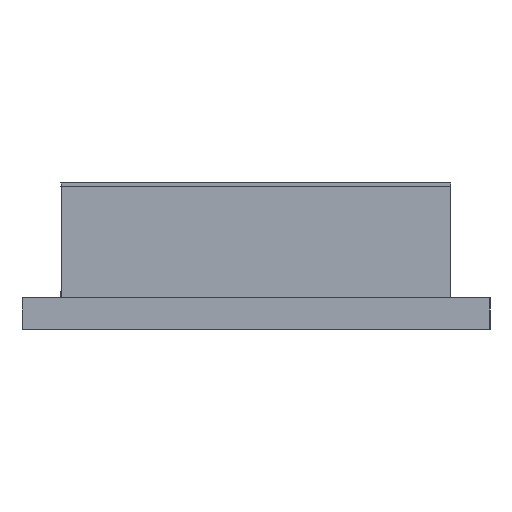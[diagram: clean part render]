
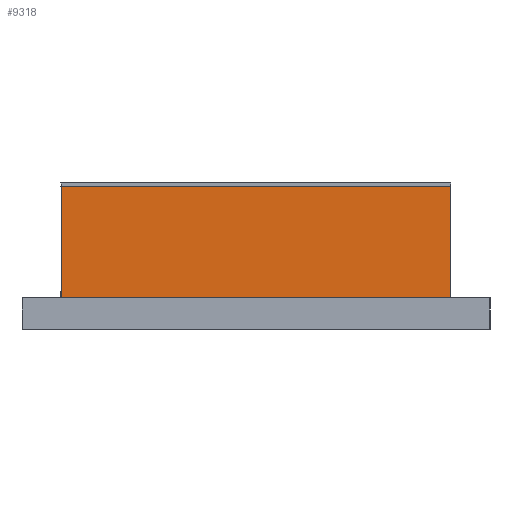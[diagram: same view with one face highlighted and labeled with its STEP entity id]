
A CAD part, left-side view. The second image highlights one B-rep face of the part: STEP entity #9318.
In plain terms, the highlighted planar face has unit normal (-1, 0, 0).
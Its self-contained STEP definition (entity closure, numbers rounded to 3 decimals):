
#8326=CARTESIAN_POINT('',(-7.4,5.,3.65));
#8327=VERTEX_POINT('',#8326);
#8334=CARTESIAN_POINT('',(-7.4,-5.,3.65));
#8335=VERTEX_POINT('',#8334);
#8336=CARTESIAN_POINT('',(-7.4,-5.,3.65));
#8337=DIRECTION('',(0.0,1.0,0.0));
#8338=VECTOR('',#8337,10.);
#8339=LINE('',#8336,#8338);
#8340=EDGE_CURVE('',#8335,#8327,#8339,.T.);
#9270=CARTESIAN_POINT('',(-7.4,-5.,0.8));
#9271=VERTEX_POINT('',#9270);
#9272=CARTESIAN_POINT('',(-7.4,-5.,0.8));
#9273=DIRECTION('',(0.0,0.0,1.0));
#9274=VECTOR('',#9273,2.85);
#9275=LINE('',#9272,#9274);
#9276=EDGE_CURVE('',#9271,#8335,#9275,.T.);
#9295=CARTESIAN_POINT('',(-7.4,-5.,0.8));
#9296=DIRECTION('',(-1.0,0.0,0.0));
#9297=DIRECTION('',(0.0,0.0,1.0));
#9298=AXIS2_PLACEMENT_3D('',#9295,#9296,#9297);
#9299=PLANE('',#9298);
#9300=ORIENTED_EDGE('',*,*,#8340,.T.);
#9301=CARTESIAN_POINT('',(-7.4,5.,0.8));
#9302=VERTEX_POINT('',#9301);
#9303=CARTESIAN_POINT('',(-7.4,5.,0.8));
#9304=DIRECTION('',(0.0,0.0,1.0));
#9305=VECTOR('',#9304,2.85);
#9306=LINE('',#9303,#9305);
#9307=EDGE_CURVE('',#9302,#8327,#9306,.T.);
#9308=ORIENTED_EDGE('',*,*,#9307,.F.);
#9309=CARTESIAN_POINT('',(-7.4,5.,0.8));
#9310=DIRECTION('',(0.0,-1.0,0.0));
#9311=VECTOR('',#9310,10.);
#9312=LINE('',#9309,#9311);
#9313=EDGE_CURVE('',#9302,#9271,#9312,.T.);
#9314=ORIENTED_EDGE('',*,*,#9313,.T.);
#9315=ORIENTED_EDGE('',*,*,#9276,.T.);
#9316=EDGE_LOOP('',(#9300,#9308,#9314,#9315));
#9317=FACE_OUTER_BOUND('',#9316,.T.);
#9318=ADVANCED_FACE('',(#9317),#9299,.T.);
